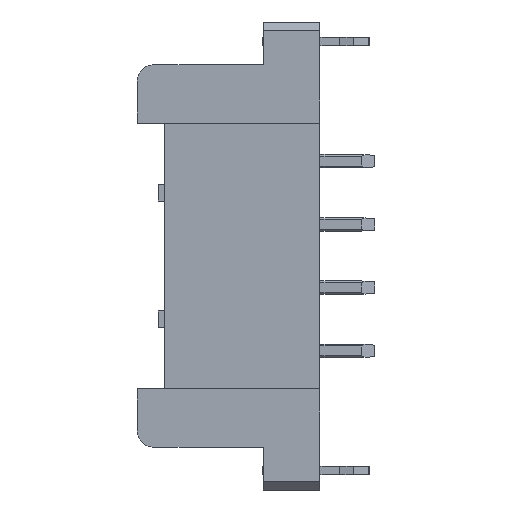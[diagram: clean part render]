
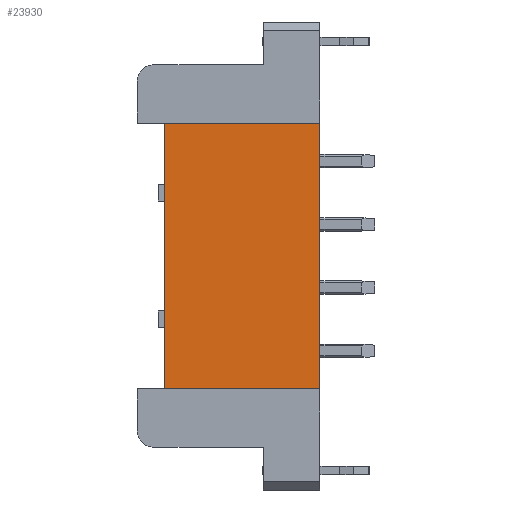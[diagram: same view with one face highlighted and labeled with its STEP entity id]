
A CAD part, front view. The second image highlights one B-rep face of the part: STEP entity #23930.
In plain terms, the highlighted planar face has unit normal (0, -1, 0).
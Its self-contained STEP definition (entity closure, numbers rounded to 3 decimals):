
#9470=CARTESIAN_POINT('',(-0.523,8.781,-29.918))
;
#9480=VERTEX_POINT('',#9470);
#9510=CARTESIAN_POINT('',(-7.123,8.781,-29.918));
#9520=DIRECTION('',(-1.,0.,0.));
#9530=VECTOR('',#9520,1.);
#9540=LINE('',#9510,#9530);
#9550=CARTESIAN_POINT('',(-9.873,8.781,-29.918));
#9560=VERTEX_POINT('',#9550);
#9570=EDGE_CURVE('',#9480,#9560,#9540,.T.);
#10690=CARTESIAN_POINT('',(-9.873,8.781,-66.198))
;
#10700=DIRECTION('',(0.,0.,1.));
#10710=VECTOR('',#10700,1.);
#10720=LINE('',#10690,#10710);
#10730=CARTESIAN_POINT('',(-9.873,8.781,
-45.907));
#10740=VERTEX_POINT('',#10730);
#10750=EDGE_CURVE('',#10740,#9560,#10720,.T.);
#23580=CARTESIAN_POINT('',(-7.123,8.781,-45.907)
);
#23590=DIRECTION('',(1.,0.,0.));
#23600=VECTOR('',#23590,1.);
#23610=LINE('',#23580,#23600);
#23620=CARTESIAN_POINT('',(-0.523,8.781,
-45.907));
#23630=VERTEX_POINT('',#23620);
#23640=EDGE_CURVE('',#10740,#23630,#23610,.T.);
#23770=CARTESIAN_POINT('',(-10.023,8.781,-26.108));
#23780=DIRECTION('',(0.,-1.,-0.));
#23790=DIRECTION('',(0.,0.,-1.));
#23800=AXIS2_PLACEMENT_3D('',#23770,#23780,#23790);
#23810=PLANE('',#23800);
#23820=ORIENTED_EDGE('',*,*,#9570,.T.);
#23830=CARTESIAN_POINT('',(-0.523,8.781,-29.918));
#23840=DIRECTION('',(0.,0.,-1.));
#23850=VECTOR('',#23840,1.);
#23860=LINE('',#23830,#23850);
#23870=EDGE_CURVE('',#9480,#23630,#23860,.T.);
#23880=ORIENTED_EDGE('',*,*,#23870,.F.);
#23890=ORIENTED_EDGE('',*,*,#23640,.T.);
#23900=ORIENTED_EDGE('',*,*,#10750,.F.);
#23910=EDGE_LOOP('',(#23900,#23890,#23880,#23820));
#23920=FACE_OUTER_BOUND('',#23910,.T.);
#23930=ADVANCED_FACE('',(#23920),#23810,.T.);
